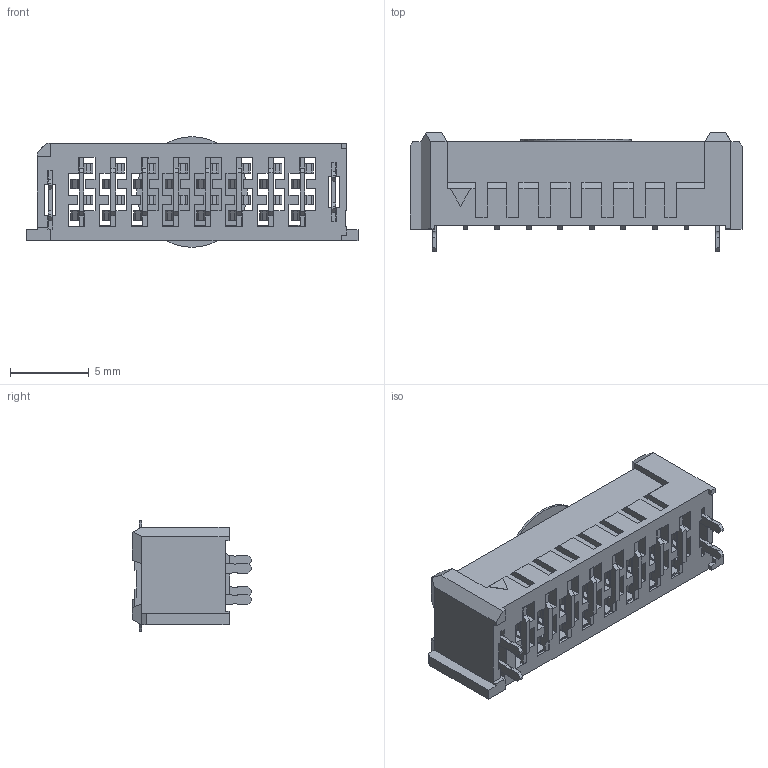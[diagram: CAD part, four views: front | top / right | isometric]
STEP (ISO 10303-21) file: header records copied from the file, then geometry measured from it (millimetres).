
FILE_DESCRIPTION(/* description */ ('STEP AP214'),/* implementation_level */ '2;1');
FILE_NAME(/* name */ 'UMPS-08-05.5-G-V-S-W-TR',/* time_stamp */ '2024-12-02T19:35:58+01:00',/* author */ ('License CC BY-ND 4.0'),/* organization */ ('CADENAS'),/* preprocessor_version */ 'ST-DEVELOPER v19.3',/* originating_system */ 'PARTsolutions',/* authorisation */ ' ');
FILE_SCHEMA (('AUTOMOTIVE_DESIGN {1 0 10303 214 3 1 1}'));
Length unit declared in the file: millimetre
Products named in the file (5): UMPS-08-05.5-G-V-S-W-TR; 08-05.5--W_BODY; UMPS-08-05.5-S_PINS; 08-05.5-S_PINS2; K-DOT-0.276-.005_KAPTON
Assembly tree (4 placements, depth 2):
  UMPS-08-05.5-G-V-S-W-TR
    08-05.5--W_BODY
    UMPS-08-05.5-S_PINS
    08-05.5-S_PINS2
    K-DOT-0.276-.005_KAPTON
Bounding box: 21.05 x 7.6 x 7.01 mm (x, y, z)
Volume: 402.3 mm3; surface area: 1698.3 mm2
Topology: 4 solids, 4 shells, 892 faces, 2642 edges, 1755 vertices
Faces by surface type: plane 723, cylinder 169
Full cylindrical faces by diameter (mm): 7.01 x1
Entity records: 29663 total; most frequent: CARTESIAN_POINT 5293, ORIENTED_EDGE 5282, DIRECTION 4773, EDGE_CURVE 2641, LINE 2303, VECTOR 2303, VERTEX_POINT 1755, AXIS2_PLACEMENT_3D 1235
